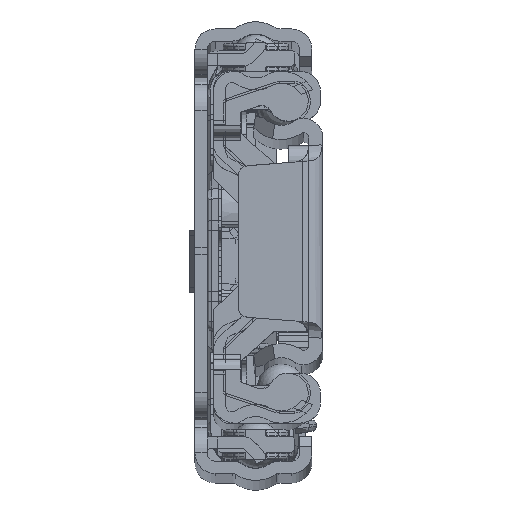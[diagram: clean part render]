
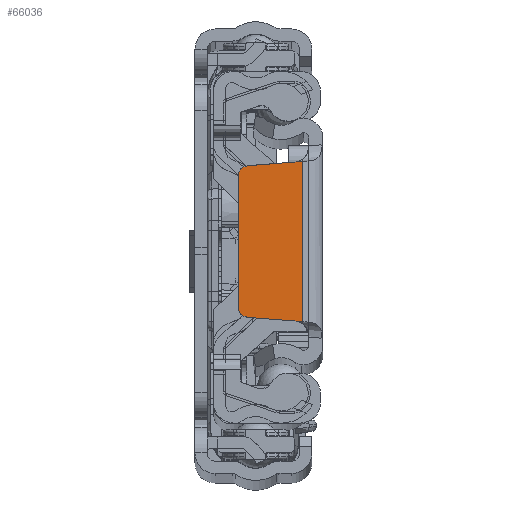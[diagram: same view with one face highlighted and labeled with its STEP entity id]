
A CAD part, top view. The second image highlights one B-rep face of the part: STEP entity #66036.
In plain terms, the highlighted face is planar.
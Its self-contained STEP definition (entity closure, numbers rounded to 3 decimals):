
#5425 = CARTESIAN_POINT ( 'NONE',  ( -2.784, 7.885, 0. ) ) ;
#11997 = EDGE_CURVE ( 'NONE', #12516, #40866, #83604, .T. ) ;
#12516 = VERTEX_POINT ( 'NONE', #5425 ) ;
#12929 = ORIENTED_EDGE ( 'NONE', *, *, #30121, .T. ) ;
#13022 = VECTOR ( 'NONE', #35621, 1000. ) ;
#13494 = LINE ( 'NONE', #57253, #57043 ) ;
#16081 = CIRCLE ( 'NONE', #63011, 1. ) ;
#16125 = VERTEX_POINT ( 'NONE', #67329 ) ;
#19574 = EDGE_CURVE ( 'NONE', #70975, #33577, #16081, .T. ) ;
#21113 = ORIENTED_EDGE ( 'NONE', *, *, #46700, .F. ) ;
#22553 = FACE_OUTER_BOUND ( 'NONE', #98433, .T. ) ;
#24805 = CARTESIAN_POINT ( 'NONE',  ( -2., 7.945, 0. ) ) ;
#30121 = EDGE_CURVE ( 'NONE', #40397, #40866, #95472, .T. ) ;
#32280 = DIRECTION ( 'NONE',  ( 1., 0., 0. ) ) ;
#32495 = VERTEX_POINT ( 'NONE', #49295 ) ;
#33577 = VERTEX_POINT ( 'NONE', #139182 ) ;
#35621 = DIRECTION ( 'NONE',  ( -0.997, -0.077, 0. ) ) ;
#36226 = DIRECTION ( 'NONE',  ( 0., 1., 0. ) ) ;
#36264 = LINE ( 'NONE', #24805, #123805 ) ;
#36577 = CARTESIAN_POINT ( 'NONE',  ( -8.4, 7.45, 0. ) ) ;
#39868 = CARTESIAN_POINT ( 'NONE',  ( -8.4, 6.524, 0. ) ) ;
#40397 = VERTEX_POINT ( 'NONE', #39868 ) ;
#40866 = VERTEX_POINT ( 'NONE', #105021 ) ;
#43465 = VECTOR ( 'NONE', #45573, 1000. ) ;
#45573 = DIRECTION ( 'NONE',  ( 0.997, -0.077, 0. ) ) ;
#46700 = EDGE_CURVE ( 'NONE', #70975, #117055, #100711, .T. ) ;
#47909 = DIRECTION ( 'NONE',  ( 0., -1., 0. ) ) ;
#49295 = CARTESIAN_POINT ( 'NONE',  ( -2., 7.945, 0. ) ) ;
#49323 = PLANE ( 'NONE',  #49412 ) ;
#49412 = AXIS2_PLACEMENT_3D ( 'NONE', #93599, #124586, #82669 ) ;
#53339 = DIRECTION ( 'NONE',  ( 0., 0., -1. ) ) ;
#53480 = ORIENTED_EDGE ( 'NONE', *, *, #19574, .T. ) ;
#55431 = EDGE_CURVE ( 'NONE', #16125, #117055, #127489, .T. ) ;
#57043 = VECTOR ( 'NONE', #47909, 1000. ) ;
#57253 = CARTESIAN_POINT ( 'NONE',  ( -2., -13.87, 0. ) ) ;
#60790 = DIRECTION ( 'NONE',  ( 0., 0., -1. ) ) ;
#61381 = ORIENTED_EDGE ( 'NONE', *, *, #108039, .F. ) ;
#62766 = CARTESIAN_POINT ( 'NONE',  ( -2., -7.945, 0. ) ) ;
#63011 = AXIS2_PLACEMENT_3D ( 'NONE', #114007, #60790, #71625 ) ;
#66036 = ADVANCED_FACE ( 'NONE', ( #22553 ), #49323, .F. ) ;
#67329 = CARTESIAN_POINT ( 'NONE',  ( -2., -7.945, 0. ) ) ;
#70975 = VERTEX_POINT ( 'NONE', #125531 ) ;
#71625 = DIRECTION ( 'NONE',  ( 1., 0., 0. ) ) ;
#75569 = CARTESIAN_POINT ( 'NONE',  ( -2.784, -7.885, 0. ) ) ;
#79619 = DIRECTION ( 'NONE',  ( -0.997, -0.077, 0. ) ) ;
#82669 = DIRECTION ( 'NONE',  ( 1., 0., 0. ) ) ;
#83604 = LINE ( 'NONE', #36577, #13022 ) ;
#87703 = EDGE_CURVE ( 'NONE', #33577, #40397, #134504, .T. ) ;
#89822 = CARTESIAN_POINT ( 'NONE',  ( -8.4, 8.1, 0. ) ) ;
#93599 = CARTESIAN_POINT ( 'NONE',  ( -4.143, -13.87, 0. ) ) ;
#94728 = ORIENTED_EDGE ( 'NONE', *, *, #132833, .T. ) ;
#95472 = CIRCLE ( 'NONE', #127904, 1. ) ;
#98433 = EDGE_LOOP ( 'NONE', ( #21113, #53480, #110968, #12929, #117225, #61381, #94728, #130923 ) ) ;
#98977 = VECTOR ( 'NONE', #116419, 1000. ) ;
#99207 = VECTOR ( 'NONE', #36226, 1000. ) ;
#100711 = LINE ( 'NONE', #109933, #43465 ) ;
#105021 = CARTESIAN_POINT ( 'NONE',  ( -7.477, 7.521, 0. ) ) ;
#108039 = EDGE_CURVE ( 'NONE', #32495, #12516, #36264, .T. ) ;
#109933 = CARTESIAN_POINT ( 'NONE',  ( -8.4, -7.45, 0. ) ) ;
#110968 = ORIENTED_EDGE ( 'NONE', *, *, #87703, .T. ) ;
#114007 = CARTESIAN_POINT ( 'NONE',  ( -7.4, -6.524, 0. ) ) ;
#116419 = DIRECTION ( 'NONE',  ( -0.997, 0.077, 0. ) ) ;
#117055 = VERTEX_POINT ( 'NONE', #75569 ) ;
#117225 = ORIENTED_EDGE ( 'NONE', *, *, #11997, .F. ) ;
#123805 = VECTOR ( 'NONE', #79619, 1000. ) ;
#124586 = DIRECTION ( 'NONE',  ( 0., 0., 1. ) ) ;
#125531 = CARTESIAN_POINT ( 'NONE',  ( -7.477, -7.521, 0. ) ) ;
#127489 = LINE ( 'NONE', #62766, #98977 ) ;
#127904 = AXIS2_PLACEMENT_3D ( 'NONE', #138959, #53339, #32280 ) ;
#130923 = ORIENTED_EDGE ( 'NONE', *, *, #55431, .T. ) ;
#132833 = EDGE_CURVE ( 'NONE', #32495, #16125, #13494, .T. ) ;
#134504 = LINE ( 'NONE', #89822, #99207 ) ;
#138959 = CARTESIAN_POINT ( 'NONE',  ( -7.4, 6.524, 0. ) ) ;
#139182 = CARTESIAN_POINT ( 'NONE',  ( -8.4, -6.524, 0. ) ) ;
